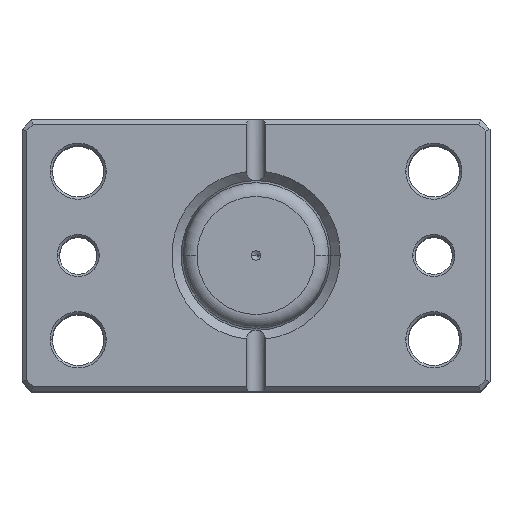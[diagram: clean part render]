
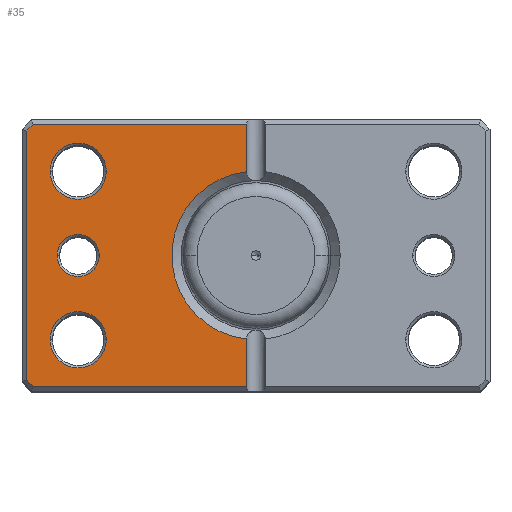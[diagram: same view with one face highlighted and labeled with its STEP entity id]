
A CAD part, top view. The second image highlights one B-rep face of the part: STEP entity #35.
In plain terms, the highlighted face is planar.
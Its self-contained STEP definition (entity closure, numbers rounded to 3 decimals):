
#19 = EDGE_CURVE ( 'NONE', #5930, #967, #1490, .T. ) ;
#31 = LINE ( 'NONE', #3813, #2737 ) ;
#35 = ADVANCED_FACE ( 'NONE', ( #2759, #2595, #6831, #4165 ), #4529, .F. ) ;
#65 = EDGE_CURVE ( 'NONE', #2462, #5215, #5410, .T. ) ;
#261 = CARTESIAN_POINT ( 'NONE',  ( 38., 0., 0. ) ) ;
#265 = LINE ( 'NONE', #5467, #3113 ) ;
#267 = DIRECTION ( 'NONE',  ( 1., 0., 0. ) ) ;
#333 = ORIENTED_EDGE ( 'NONE', *, *, #2779, .T. ) ;
#395 = ORIENTED_EDGE ( 'NONE', *, *, #3991, .T. ) ;
#409 = EDGE_CURVE ( 'NONE', #967, #5930, #5901, .T. ) ;
#464 = AXIS2_PLACEMENT_3D ( 'NONE', #2852, #6558, #3376 ) ;
#512 = DIRECTION ( 'NONE',  ( -0.707, -0.707, 0. ) ) ;
#531 = ORIENTED_EDGE ( 'NONE', *, *, #4671, .T. ) ;
#553 = AXIS2_PLACEMENT_3D ( 'NONE', #5058, #2423, #6138 ) ;
#696 = DIRECTION ( 'NONE',  ( 0., -1., 0. ) ) ;
#735 = CARTESIAN_POINT ( 'NONE',  ( 49., 26.586, 0. ) ) ;
#777 = ORIENTED_EDGE ( 'NONE', *, *, #1545, .T. ) ;
#787 = DIRECTION ( 'NONE',  ( 1., 0., 0. ) ) ;
#804 = AXIS2_PLACEMENT_3D ( 'NONE', #1053, #4788, #1597 ) ;
#833 = EDGE_CURVE ( 'NONE', #879, #4694, #6722, .T. ) ;
#879 = VERTEX_POINT ( 'NONE', #2186 ) ;
#935 = DIRECTION ( 'NONE',  ( 0.707, -0.707, 0. ) ) ;
#967 = VERTEX_POINT ( 'NONE', #3869 ) ;
#973 = VERTEX_POINT ( 'NONE', #4406 ) ;
#974 = VECTOR ( 'NONE', #5080, 1000. ) ;
#987 = VECTOR ( 'NONE', #935, 1000. ) ;
#992 = VERTEX_POINT ( 'NONE', #2838 ) ;
#1050 = CARTESIAN_POINT ( 'NONE',  ( 37.793, -37.793, 0. ) ) ;
#1053 = CARTESIAN_POINT ( 'NONE',  ( 38., -18., 0. ) ) ;
#1085 = EDGE_CURVE ( 'NONE', #5215, #992, #2392, .T. ) ;
#1108 = VECTOR ( 'NONE', #1818, 1000. ) ;
#1219 = VERTEX_POINT ( 'NONE', #6565 ) ;
#1334 = DIRECTION ( 'NONE',  ( 0., 0., 1. ) ) ;
#1368 = ORIENTED_EDGE ( 'NONE', *, *, #2275, .T. ) ;
#1490 = CIRCLE ( 'NONE', #6073, 4.5 ) ;
#1545 = EDGE_CURVE ( 'NONE', #6799, #5744, #3925, .T. ) ;
#1597 = DIRECTION ( 'NONE',  ( 1., 0., 0. ) ) ;
#1669 = CARTESIAN_POINT ( 'NONE',  ( 2., 17.889, 0. ) ) ;
#1741 = DIRECTION ( 'NONE',  ( 0., 1., 0. ) ) ;
#1753 = AXIS2_PLACEMENT_3D ( 'NONE', #6654, #3470, #267 ) ;
#1818 = DIRECTION ( 'NONE',  ( 1., 0., 0. ) ) ;
#2103 = DIRECTION ( 'NONE',  ( 0., 0., 1. ) ) ;
#2186 = CARTESIAN_POINT ( 'NONE',  ( 49., -26.586, 0. ) ) ;
#2275 = EDGE_CURVE ( 'NONE', #4293, #1219, #265, .T. ) ;
#2392 = LINE ( 'NONE', #3964, #1108 ) ;
#2404 = VECTOR ( 'NONE', #696, 1000. ) ;
#2423 = DIRECTION ( 'NONE',  ( 0., 0., 1. ) ) ;
#2462 = VERTEX_POINT ( 'NONE', #1669 ) ;
#2595 = FACE_BOUND ( 'NONE', #6912, .T. ) ;
#2669 = CARTESIAN_POINT ( 'NONE',  ( 44., -18., 0. ) ) ;
#2701 = CARTESIAN_POINT ( 'NONE',  ( 44., 18., 0. ) ) ;
#2737 = VECTOR ( 'NONE', #4345, 1000. ) ;
#2742 = DIRECTION ( 'NONE',  ( 0., 0., 1. ) ) ;
#2759 = FACE_BOUND ( 'NONE', #6681, .T. ) ;
#2779 = EDGE_CURVE ( 'NONE', #992, #4923, #5250, .T. ) ;
#2838 = CARTESIAN_POINT ( 'NONE',  ( 47.586, 28., 0. ) ) ;
#2852 = CARTESIAN_POINT ( 'NONE',  ( 38., 18., 0. ) ) ;
#3113 = VECTOR ( 'NONE', #1741, 1000. ) ;
#3186 = ORIENTED_EDGE ( 'NONE', *, *, #409, .T. ) ;
#3302 = ORIENTED_EDGE ( 'NONE', *, *, #19, .T. ) ;
#3376 = DIRECTION ( 'NONE',  ( 1., 0., 0. ) ) ;
#3470 = DIRECTION ( 'NONE',  ( 0., 0., 1. ) ) ;
#3665 = AXIS2_PLACEMENT_3D ( 'NONE', #5301, #2103, #5840 ) ;
#3670 = ORIENTED_EDGE ( 'NONE', *, *, #65, .T. ) ;
#3685 = CARTESIAN_POINT ( 'NONE',  ( 2., 28., 0. ) ) ;
#3813 = CARTESIAN_POINT ( 'NONE',  ( 0., -28., 0. ) ) ;
#3826 = EDGE_LOOP ( 'NONE', ( #5101, #777 ) ) ;
#3827 = AXIS2_PLACEMENT_3D ( 'NONE', #5918, #2742, #6450 ) ;
#3829 = ORIENTED_EDGE ( 'NONE', *, *, #4989, .T. ) ;
#3869 = CARTESIAN_POINT ( 'NONE',  ( 42.5, 0., 0. ) ) ;
#3882 = CARTESIAN_POINT ( 'NONE',  ( 2., -28., 0. ) ) ;
#3925 = CIRCLE ( 'NONE', #464, 6. ) ;
#3934 = EDGE_CURVE ( 'NONE', #4694, #4293, #31, .T. ) ;
#3964 = CARTESIAN_POINT ( 'NONE',  ( 0., 28., 0. ) ) ;
#3983 = ORIENTED_EDGE ( 'NONE', *, *, #1085, .T. ) ;
#3991 = EDGE_CURVE ( 'NONE', #4923, #879, #5390, .T. ) ;
#4009 = DIRECTION ( 'NONE',  ( 0., 0., 1. ) ) ;
#4156 = CARTESIAN_POINT ( 'NONE',  ( 37.793, 37.793, 0. ) ) ;
#4165 = FACE_OUTER_BOUND ( 'NONE', #5994, .T. ) ;
#4241 = CARTESIAN_POINT ( 'NONE',  ( 32., 18., 0. ) ) ;
#4293 = VERTEX_POINT ( 'NONE', #3882 ) ;
#4345 = DIRECTION ( 'NONE',  ( -1., 0., 0. ) ) ;
#4377 = ORIENTED_EDGE ( 'NONE', *, *, #3934, .T. ) ;
#4406 = CARTESIAN_POINT ( 'NONE',  ( 32., -18., 0. ) ) ;
#4451 = CARTESIAN_POINT ( 'NONE',  ( 33.5, 0., 0. ) ) ;
#4526 = CARTESIAN_POINT ( 'NONE',  ( 38., 18., 0. ) ) ;
#4529 = PLANE ( 'NONE',  #553 ) ;
#4618 = ORIENTED_EDGE ( 'NONE', *, *, #833, .T. ) ;
#4668 = VERTEX_POINT ( 'NONE', #2669 ) ;
#4671 = EDGE_CURVE ( 'NONE', #4668, #973, #6211, .T. ) ;
#4694 = VERTEX_POINT ( 'NONE', #5866 ) ;
#4721 = CIRCLE ( 'NONE', #5017, 6. ) ;
#4788 = DIRECTION ( 'NONE',  ( 0., 0., 1. ) ) ;
#4923 = VERTEX_POINT ( 'NONE', #735 ) ;
#4989 = EDGE_CURVE ( 'NONE', #1219, #2462, #5956, .T. ) ;
#5017 = AXIS2_PLACEMENT_3D ( 'NONE', #4526, #1334, #5053 ) ;
#5053 = DIRECTION ( 'NONE',  ( 1., 0., 0. ) ) ;
#5058 = CARTESIAN_POINT ( 'NONE',  ( 0., 0., 0. ) ) ;
#5080 = DIRECTION ( 'NONE',  ( 0., 1., 0. ) ) ;
#5101 = ORIENTED_EDGE ( 'NONE', *, *, #5579, .T. ) ;
#5215 = VERTEX_POINT ( 'NONE', #3685 ) ;
#5250 = LINE ( 'NONE', #4156, #987 ) ;
#5292 = VECTOR ( 'NONE', #512, 1000. ) ;
#5301 = CARTESIAN_POINT ( 'NONE',  ( 38., 0., 0. ) ) ;
#5390 = LINE ( 'NONE', #6490, #2404 ) ;
#5410 = LINE ( 'NONE', #6677, #974 ) ;
#5467 = CARTESIAN_POINT ( 'NONE',  ( 2., 29., 0. ) ) ;
#5579 = EDGE_CURVE ( 'NONE', #5744, #6799, #4721, .T. ) ;
#5744 = VERTEX_POINT ( 'NONE', #4241 ) ;
#5838 = EDGE_CURVE ( 'NONE', #973, #4668, #5884, .T. ) ;
#5840 = DIRECTION ( 'NONE',  ( 1., 0., 0. ) ) ;
#5866 = CARTESIAN_POINT ( 'NONE',  ( 47.586, -28., 0. ) ) ;
#5884 = CIRCLE ( 'NONE', #3827, 6. ) ;
#5901 = CIRCLE ( 'NONE', #3665, 4.5 ) ;
#5918 = CARTESIAN_POINT ( 'NONE',  ( 38., -18., 0. ) ) ;
#5924 = ORIENTED_EDGE ( 'NONE', *, *, #5838, .T. ) ;
#5930 = VERTEX_POINT ( 'NONE', #4451 ) ;
#5956 = CIRCLE ( 'NONE', #1753, 18. ) ;
#5994 = EDGE_LOOP ( 'NONE', ( #1368, #3829, #3670, #3983, #333, #395, #4618, #4377 ) ) ;
#6073 = AXIS2_PLACEMENT_3D ( 'NONE', #261, #4009, #787 ) ;
#6138 = DIRECTION ( 'NONE',  ( 1., 0., 0. ) ) ;
#6211 = CIRCLE ( 'NONE', #804, 6. ) ;
#6450 = DIRECTION ( 'NONE',  ( 1., 0., 0. ) ) ;
#6490 = CARTESIAN_POINT ( 'NONE',  ( 49., 0., 0. ) ) ;
#6558 = DIRECTION ( 'NONE',  ( 0., 0., 1. ) ) ;
#6565 = CARTESIAN_POINT ( 'NONE',  ( 2., -17.889, 0. ) ) ;
#6654 = CARTESIAN_POINT ( 'NONE',  ( 0., 0., 0. ) ) ;
#6677 = CARTESIAN_POINT ( 'NONE',  ( 2., 29., 0. ) ) ;
#6681 = EDGE_LOOP ( 'NONE', ( #3302, #3186 ) ) ;
#6722 = LINE ( 'NONE', #1050, #5292 ) ;
#6799 = VERTEX_POINT ( 'NONE', #2701 ) ;
#6831 = FACE_BOUND ( 'NONE', #3826, .T. ) ;
#6912 = EDGE_LOOP ( 'NONE', ( #5924, #531 ) ) ;
